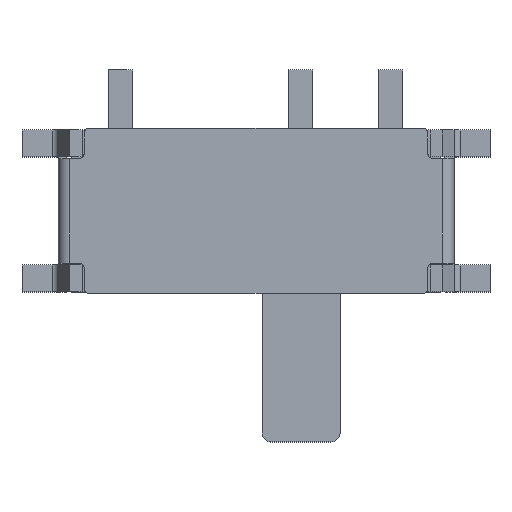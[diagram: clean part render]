
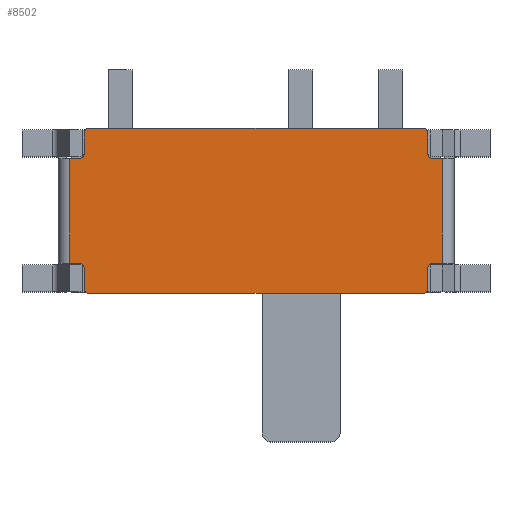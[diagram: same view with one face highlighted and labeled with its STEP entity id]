
A CAD part, top view. The second image highlights one B-rep face of the part: STEP entity #8502.
In plain terms, the highlighted planar face has unit normal (0, 0, 1).
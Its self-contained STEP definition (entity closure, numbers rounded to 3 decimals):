
#7319=DIRECTION('',(0.,1.,0.));
#7320=VECTOR('',#7319,1.744);
#7321=CARTESIAN_POINT('',(3.1,-0.872,1.4));
#7322=LINE('',#7321,#7320);
#7323=DIRECTION('',(1.,0.,0.));
#7324=VECTOR('',#7323,0.148);
#7325=CARTESIAN_POINT('',(2.952,-0.872,1.4));
#7326=LINE('',#7325,#7324);
#7327=CARTESIAN_POINT('',(2.952,-0.962,1.4));
#7328=DIRECTION('',(0.,0.,-1.));
#7329=DIRECTION('',(-1.,0.,0.));
#7330=AXIS2_PLACEMENT_3D('',#7327,#7328,#7329);
#7332=DIRECTION('',(0.,1.,0.));
#7333=VECTOR('',#7332,0.336);
#7334=CARTESIAN_POINT('',(2.862,-1.298,1.4));
#7335=LINE('',#7334,#7333);
#7336=CARTESIAN_POINT('',(2.786,-1.298,1.4));
#7337=DIRECTION('',(0.,0.,1.));
#7338=DIRECTION('',(0.,-1.,0.));
#7339=AXIS2_PLACEMENT_3D('',#7336,#7337,#7338);
#7341=DIRECTION('',(1.,0.,0.));
#7342=VECTOR('',#7341,5.571);
#7343=CARTESIAN_POINT('',(-2.786,-1.375,1.4));
#7344=LINE('',#7343,#7342);
#7345=CARTESIAN_POINT('',(-2.786,-1.298,1.4));
#7346=DIRECTION('',(0.,0.,1.));
#7347=DIRECTION('',(-1.,0.,0.));
#7348=AXIS2_PLACEMENT_3D('',#7345,#7346,#7347);
#7350=DIRECTION('',(0.,-1.,0.));
#7351=VECTOR('',#7350,0.336);
#7352=CARTESIAN_POINT('',(-2.862,-0.962,1.4));
#7353=LINE('',#7352,#7351);
#7354=CARTESIAN_POINT('',(-2.952,-0.962,1.4));
#7355=DIRECTION('',(0.,0.,-1.));
#7356=DIRECTION('',(0.,1.,0.));
#7357=AXIS2_PLACEMENT_3D('',#7354,#7355,#7356);
#7359=DIRECTION('',(1.,0.,0.));
#7360=VECTOR('',#7359,0.148);
#7361=CARTESIAN_POINT('',(-3.1,-0.872,1.4));
#7362=LINE('',#7361,#7360);
#7363=DIRECTION('',(0.,-1.,0.));
#7364=VECTOR('',#7363,1.744);
#7365=CARTESIAN_POINT('',(-3.1,0.872,1.4));
#7366=LINE('',#7365,#7364);
#7367=DIRECTION('',(-1.,0.,0.));
#7368=VECTOR('',#7367,0.148);
#7369=CARTESIAN_POINT('',(-2.952,0.872,1.4));
#7370=LINE('',#7369,#7368);
#7371=CARTESIAN_POINT('',(-2.952,0.962,1.4));
#7372=DIRECTION('',(0.,0.,-1.));
#7373=DIRECTION('',(1.,0.,0.));
#7374=AXIS2_PLACEMENT_3D('',#7371,#7372,#7373);
#7376=DIRECTION('',(0.,-1.,0.));
#7377=VECTOR('',#7376,0.336);
#7378=CARTESIAN_POINT('',(-2.862,1.298,1.4));
#7379=LINE('',#7378,#7377);
#7380=CARTESIAN_POINT('',(-2.786,1.298,1.4));
#7381=DIRECTION('',(0.,0.,1.));
#7382=DIRECTION('',(0.,1.,0.));
#7383=AXIS2_PLACEMENT_3D('',#7380,#7381,#7382);
#7385=DIRECTION('',(-1.,0.,0.));
#7386=VECTOR('',#7385,5.571);
#7387=CARTESIAN_POINT('',(2.786,1.375,1.4));
#7388=LINE('',#7387,#7386);
#7389=CARTESIAN_POINT('',(2.786,1.298,1.4));
#7390=DIRECTION('',(0.,0.,1.));
#7391=DIRECTION('',(1.,0.,0.));
#7392=AXIS2_PLACEMENT_3D('',#7389,#7390,#7391);
#7394=DIRECTION('',(0.,1.,0.));
#7395=VECTOR('',#7394,0.336);
#7396=CARTESIAN_POINT('',(2.862,0.962,1.4));
#7397=LINE('',#7396,#7395);
#7398=CARTESIAN_POINT('',(2.952,0.962,1.4));
#7399=DIRECTION('',(0.,0.,-1.));
#7400=DIRECTION('',(0.,-1.,0.));
#7401=AXIS2_PLACEMENT_3D('',#7398,#7399,#7400);
#7403=DIRECTION('',(-1.,0.,0.));
#7404=VECTOR('',#7403,0.148);
#7405=CARTESIAN_POINT('',(3.1,0.872,1.4));
#7406=LINE('',#7405,#7404);
#7764=CARTESIAN_POINT('',(2.786,1.375,1.4));
#7765=CARTESIAN_POINT('',(-2.786,1.375,1.4));
#7766=VERTEX_POINT('',#7764);
#7767=VERTEX_POINT('',#7765);
#7768=CARTESIAN_POINT('',(-2.862,1.298,1.4));
#7769=VERTEX_POINT('',#7768);
#7770=CARTESIAN_POINT('',(-2.862,0.962,1.4));
#7771=VERTEX_POINT('',#7770);
#7772=CARTESIAN_POINT('',(-2.952,0.872,1.4));
#7773=VERTEX_POINT('',#7772);
#7774=CARTESIAN_POINT('',(-2.952,-0.872,1.4));
#7775=CARTESIAN_POINT('',(-2.862,-0.962,1.4));
#7776=VERTEX_POINT('',#7774);
#7777=VERTEX_POINT('',#7775);
#7778=CARTESIAN_POINT('',(-2.862,-1.298,1.4));
#7779=VERTEX_POINT('',#7778);
#7780=CARTESIAN_POINT('',(-2.786,-1.375,1.4));
#7781=VERTEX_POINT('',#7780);
#7782=CARTESIAN_POINT('',(2.786,-1.375,1.4));
#7783=VERTEX_POINT('',#7782);
#7784=CARTESIAN_POINT('',(2.862,-1.298,1.4));
#7785=VERTEX_POINT('',#7784);
#7786=CARTESIAN_POINT('',(2.862,-0.962,1.4));
#7787=VERTEX_POINT('',#7786);
#7788=CARTESIAN_POINT('',(2.952,-0.872,1.4));
#7789=VERTEX_POINT('',#7788);
#7790=CARTESIAN_POINT('',(2.952,0.872,1.4));
#7791=CARTESIAN_POINT('',(2.862,0.962,1.4));
#7792=VERTEX_POINT('',#7790);
#7793=VERTEX_POINT('',#7791);
#7794=CARTESIAN_POINT('',(2.862,1.298,1.4));
#7795=VERTEX_POINT('',#7794);
#7836=CARTESIAN_POINT('',(-3.1,-0.872,1.4));
#7838=VERTEX_POINT('',#7836);
#7842=CARTESIAN_POINT('',(-3.1,0.872,1.4));
#7843=VERTEX_POINT('',#7842);
#7932=CARTESIAN_POINT('',(3.1,0.872,1.4));
#7934=VERTEX_POINT('',#7932);
#7938=CARTESIAN_POINT('',(3.1,-0.872,1.4));
#7939=VERTEX_POINT('',#7938);
#8459=CARTESIAN_POINT('',(0.,0.,1.4));
#8460=DIRECTION('',(0.,0.,1.));
#8461=DIRECTION('',(1.,0.,0.));
#8462=AXIS2_PLACEMENT_3D('',#8459,#8460,#8461);
#8463=PLANE('',#8462);
#8464=ORIENTED_EDGE('',*,*,#8329,.F.);
#8465=ORIENTED_EDGE('',*,*,#8355,.F.);
#8467=ORIENTED_EDGE('',*,*,#8466,.F.);
#8469=ORIENTED_EDGE('',*,*,#8468,.F.);
#8471=ORIENTED_EDGE('',*,*,#8470,.F.);
#8473=ORIENTED_EDGE('',*,*,#8472,.F.);
#8475=ORIENTED_EDGE('',*,*,#8474,.F.);
#8477=ORIENTED_EDGE('',*,*,#8476,.F.);
#8479=ORIENTED_EDGE('',*,*,#8478,.F.);
#8481=ORIENTED_EDGE('',*,*,#8480,.F.);
#8483=ORIENTED_EDGE('',*,*,#8482,.F.);
#8485=ORIENTED_EDGE('',*,*,#8484,.F.);
#8487=ORIENTED_EDGE('',*,*,#8486,.F.);
#8489=ORIENTED_EDGE('',*,*,#8488,.F.);
#8491=ORIENTED_EDGE('',*,*,#8490,.F.);
#8493=ORIENTED_EDGE('',*,*,#8492,.F.);
#8495=ORIENTED_EDGE('',*,*,#8494,.F.);
#8497=ORIENTED_EDGE('',*,*,#8496,.F.);
#8498=ORIENTED_EDGE('',*,*,#8445,.F.);
#8499=ORIENTED_EDGE('',*,*,#8301,.F.);
#8500=EDGE_LOOP('',(#8464,#8465,#8467,#8469,#8471,#8473,#8475,#8477,#8479,#8481,
#8483,#8485,#8487,#8489,#8491,#8493,#8495,#8497,#8498,#8499));
#8501=FACE_OUTER_BOUND('',#8500,.F.);
#8502=ADVANCED_FACE('',(#8501),#8463,.T.);
#7331=CIRCLE('',#7330,0.09);
#7340=CIRCLE('',#7339,0.077);
#7349=CIRCLE('',#7348,0.077);
#7358=CIRCLE('',#7357,0.09);
#7375=CIRCLE('',#7374,0.09);
#7384=CIRCLE('',#7383,0.077);
#7393=CIRCLE('',#7392,0.077);
#7402=CIRCLE('',#7401,0.09);
#8301=EDGE_CURVE('',#7934,#7792,#7406,.T.);
#8329=EDGE_CURVE('',#7939,#7934,#7322,.T.);
#8355=EDGE_CURVE('',#7789,#7939,#7326,.T.);
#8445=EDGE_CURVE('',#7792,#7793,#7402,.T.);
#8466=EDGE_CURVE('',#7787,#7789,#7331,.T.);
#8468=EDGE_CURVE('',#7785,#7787,#7335,.T.);
#8470=EDGE_CURVE('',#7783,#7785,#7340,.T.);
#8472=EDGE_CURVE('',#7781,#7783,#7344,.T.);
#8474=EDGE_CURVE('',#7779,#7781,#7349,.T.);
#8476=EDGE_CURVE('',#7777,#7779,#7353,.T.);
#8478=EDGE_CURVE('',#7776,#7777,#7358,.T.);
#8480=EDGE_CURVE('',#7838,#7776,#7362,.T.);
#8482=EDGE_CURVE('',#7843,#7838,#7366,.T.);
#8484=EDGE_CURVE('',#7773,#7843,#7370,.T.);
#8486=EDGE_CURVE('',#7771,#7773,#7375,.T.);
#8488=EDGE_CURVE('',#7769,#7771,#7379,.T.);
#8490=EDGE_CURVE('',#7767,#7769,#7384,.T.);
#8492=EDGE_CURVE('',#7766,#7767,#7388,.T.);
#8494=EDGE_CURVE('',#7795,#7766,#7393,.T.);
#8496=EDGE_CURVE('',#7793,#7795,#7397,.T.);
